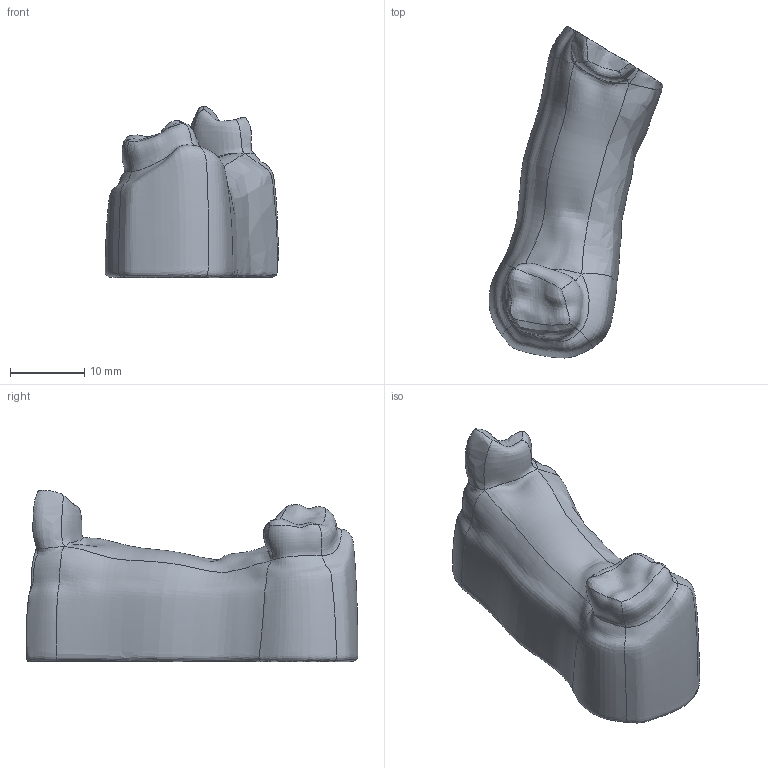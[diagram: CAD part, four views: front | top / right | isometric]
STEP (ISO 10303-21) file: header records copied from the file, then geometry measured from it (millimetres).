
FILE_DESCRIPTION(('STEP AP214'),'1');
FILE_NAME('szczekastep.stp','2021-11-16T11:19:31',(' '),(' '),'Spatial InterOp 3D',' ',' ');
FILE_SCHEMA(('AUTOMOTIVE_DESIGN { 1 0 10303 214 1 1 1 1 }'));
Length unit declared in the file: metre
Products named in the file (2): szczekastep; szcz4
Assembly tree (1 placements, depth 2):
  szczekastep
    szcz4
Bounding box: 23.47 x 44.82 x 23.14 mm (x, y, z)
Volume: 8941 mm3; surface area: 2879.8 mm2
Topology: 1 solids, 1 shells, 20 faces, 41 edges, 23 vertices
Faces by surface type: bspline 20
Entity records: 44283 total; most frequent: CARTESIAN_POINT 43958, ORIENTED_EDGE 82, EDGE_CURVE 41, B_SPLINE_CURVE_WITH_KNOTS 41, VERTEX_POINT 23, ADVANCED_FACE 20, FACE_OUTER_BOUND 20, B_SPLINE_SURFACE_WITH_KNOTS 20
